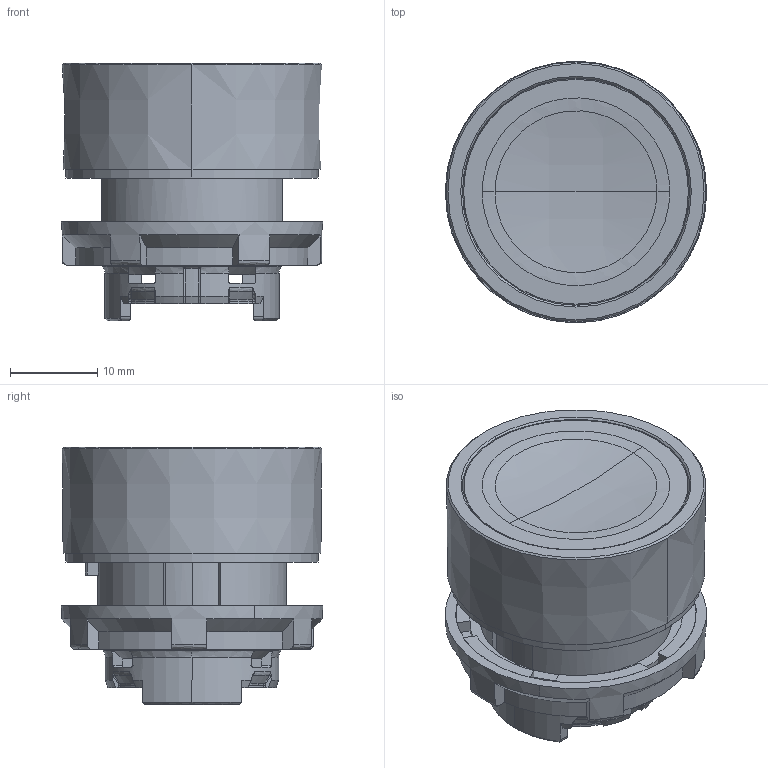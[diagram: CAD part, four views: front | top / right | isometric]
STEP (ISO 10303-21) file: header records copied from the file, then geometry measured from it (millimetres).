
FILE_DESCRIPTION (( 'STEP AP203' ), '1' );
FILE_NAME ('ECX4108-01-B.step', '2025-02-06T16:23:41', ( '' ), ( '' ), 'SwSTEP 2.0', 'SolidWorks 2024', '' );
FILE_SCHEMA (( 'CONFIG_CONTROL_DESIGN' ));
Length unit declared in the file: inch
Products named in the file (1): ECX4108-01-B
Bounding box: 29.99 x 29.99 x 29.6 mm (x, y, z)
Volume: 7731.5 mm3; surface area: 10675.1 mm2
Topology: 3 solids, 3 shells, 398 faces, 1103 edges, 707 vertices
Faces by surface type: plane 134, cylinder 111, bspline 80, cone 73
Entity records: 15934 total; most frequent: CARTESIAN_POINT 6345, ORIENTED_EDGE 2190, DIRECTION 1758, EDGE_CURVE 1095, VERTEX_POINT 707, AXIS2_PLACEMENT_3D 682, EDGE_LOOP 422, ADVANCED_FACE 398
